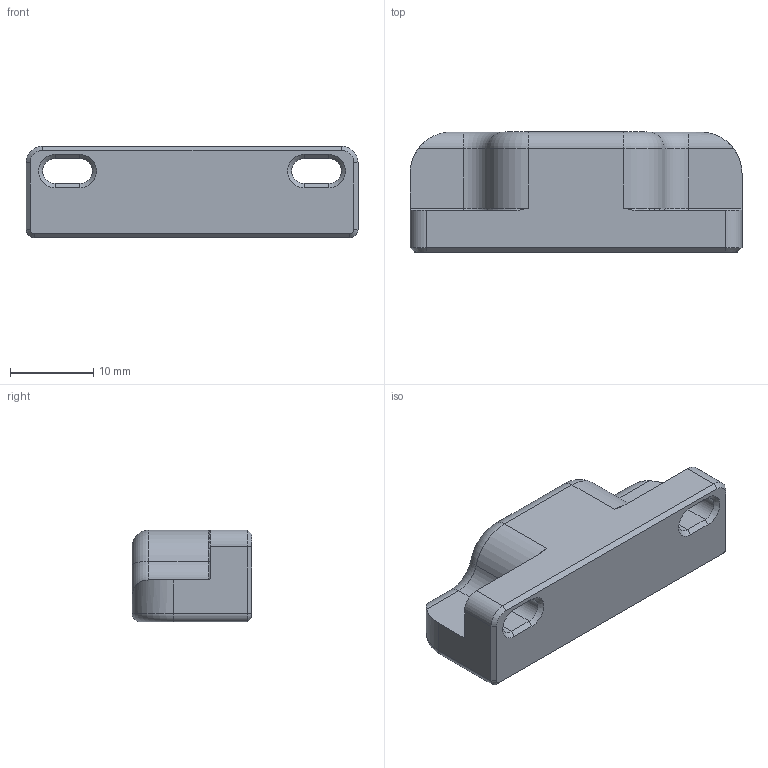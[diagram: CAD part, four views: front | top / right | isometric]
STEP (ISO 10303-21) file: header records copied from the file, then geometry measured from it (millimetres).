
FILE_DESCRIPTION (( 'STEP AP203' ), '1' );
FILE_NAME ('10379_U1Custom-BottomDoorStop-revC-RC1.STEP', '2023-08-17T18:27:22', ( '' ), ( '' ), 'SwSTEP 2.0', 'SolidWorks 2022', '' );
FILE_SCHEMA (( 'CONFIG_CONTROL_DESIGN' ));
Length unit declared in the file: millimetre
Products named in the file (1): 10379_U1Custom-BottomDoorStop-revC-RC1
Bounding box: 40 x 14.45 x 11.05 mm (x, y, z)
Volume: 4526.8 mm3; surface area: 2419.3 mm2
Topology: 1 solids, 1 shells, 104 faces, 268 edges, 166 vertices
Faces by surface type: cylinder 46, plane 28, cone 20, torus 10
Entity records: 3371 total; most frequent: CARTESIAN_POINT 731, DIRECTION 558, ORIENTED_EDGE 536, EDGE_CURVE 268, AXIS2_PLACEMENT_3D 219, VERTEX_POINT 166, VECTOR 120, LINE 120
